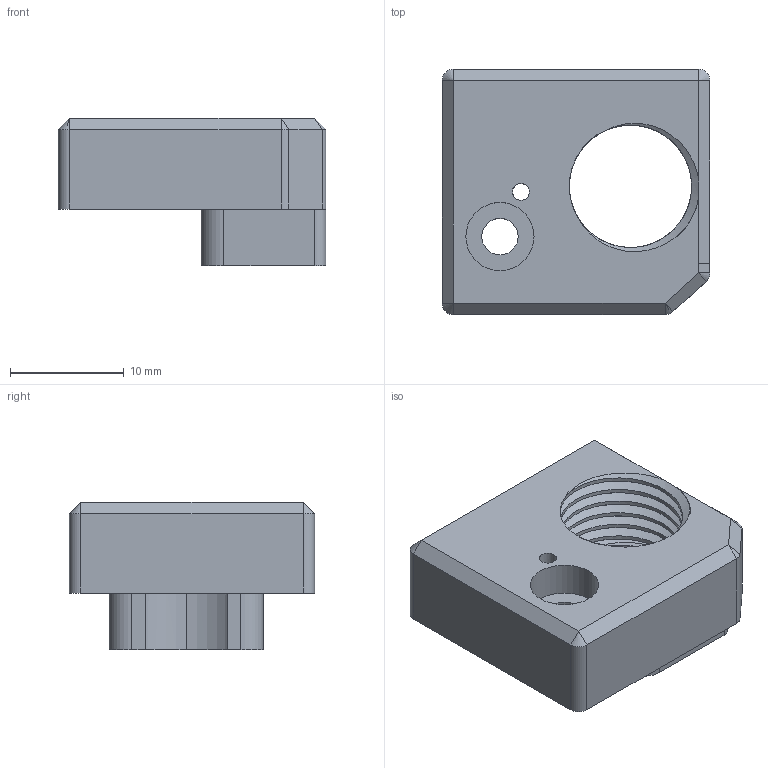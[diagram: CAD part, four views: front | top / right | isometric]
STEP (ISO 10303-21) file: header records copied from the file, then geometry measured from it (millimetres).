
FILE_DESCRIPTION(/* description */ ('STEP AP214'),/* implementation_level */ '2;1');
FILE_NAME(/* name */ 'printed_gantry_pg7_mount.step',/* time_stamp */ '2025-10-29T20:56:17-04:00',/* author */ (''),/* organization */ (''),/* preprocessor_version */ 'ST-DEVELOPER v20.1',/* originating_system */ 'Autodesk Translation Framework v14.17.0.0',/* authorisation */ '');
FILE_SCHEMA (('AUTOMOTIVE_DESIGN { 1 0 10303 214 3 1 1 }'));
Length unit declared in the file: millimetre
Products named in the file (1): A Drive Frame Upper print
Bounding box: 23.59 x 21.6 x 13 mm (x, y, z)
Volume: 3345.3 mm3; surface area: 2382.7 mm2
Topology: 1 solids, 1 shells, 67 faces, 189 edges, 111 vertices
Faces by surface type: cylinder 30, plane 24, bspline 8, cone 5
Full cylindrical faces by diameter (mm): 1.5 x1, 3.2 x1, 6 x1, 10.78 x5, 12.18 x4
Entity records: 4214 total; most frequent: CARTESIAN_POINT 2574, ORIENTED_EDGE 356, DIRECTION 302, EDGE_CURVE 178, VERTEX_POINT 111, AXIS2_PLACEMENT_3D 107, LINE 88, VECTOR 88
